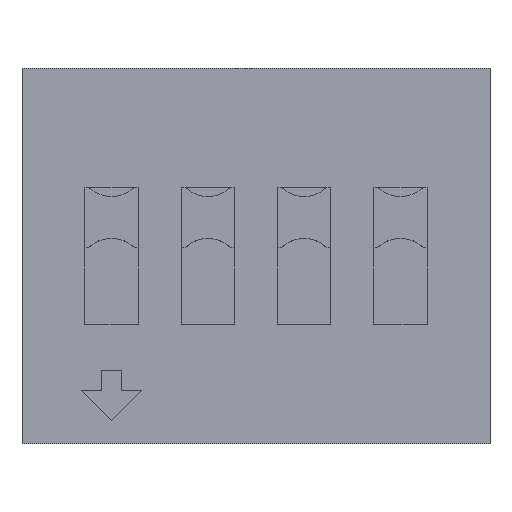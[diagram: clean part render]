
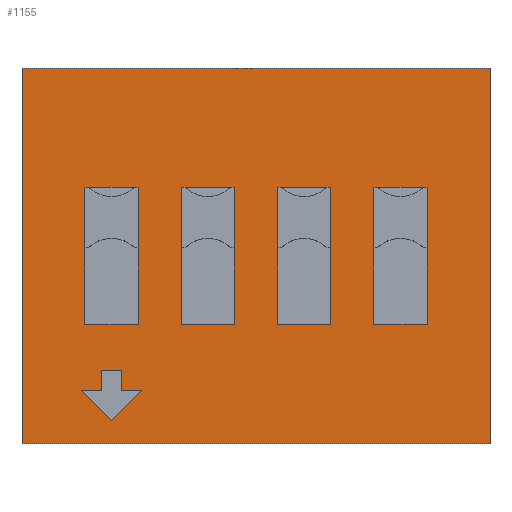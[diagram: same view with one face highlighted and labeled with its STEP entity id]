
A CAD part, top view. The second image highlights one B-rep face of the part: STEP entity #1155.
In plain terms, the highlighted planar face has unit normal (0, 0, 1).
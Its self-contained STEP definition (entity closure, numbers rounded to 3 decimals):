
#13=DIRECTION('',(0.,0.,1.));
#27=VECTOR('',#28,1.);
#28=DIRECTION('',(0.,1.,0.));
#47=DIRECTION('',(-1.,0.,0.));
#57=VECTOR('',#58,1.);
#58=DIRECTION('',(1.,0.,0.));
#101=VECTOR('',#47,1.);
#119=VECTOR('',#120,1.);
#120=DIRECTION('',(0.,-1.,0.));
#338=VERTEX_POINT('',#339);
#339=CARTESIAN_POINT('',(-2.4,-1.14,5.85));
#341=ORIENTED_EDGE('',*,*,#342,.T.);
#342=EDGE_CURVE('',#338,#343,#345,.T.);
#343=VERTEX_POINT('',#344);
#344=CARTESIAN_POINT('',(9.94,-1.14,5.85));
#345=LINE('',#339,#57);
#360=ORIENTED_EDGE('',*,*,#361,.T.);
#361=EDGE_CURVE('',#343,#362,#364,.T.);
#362=VERTEX_POINT('',#363);
#363=CARTESIAN_POINT('',(9.94,8.76,5.85));
#364=LINE('',#344,#27);
#413=ORIENTED_EDGE('',*,*,#414,.T.);
#414=EDGE_CURVE('',#362,#415,#417,.T.);
#415=VERTEX_POINT('',#416);
#416=CARTESIAN_POINT('',(-2.4,8.76,5.85));
#417=LINE('',#363,#101);
#471=ORIENTED_EDGE('',*,*,#472,.T.);
#472=EDGE_CURVE('',#415,#338,#473,.T.);
#473=LINE('',#416,#119);
#1155=ADVANCED_FACE('',(#1156,#1158,#1196,#1234,#1279,#1317),#1355,.T.);
#1156=FACE_BOUND('',#1157,.T.);
#1157=EDGE_LOOP('',(#413,#471,#341,#360));
#1158=FACE_BOUND('',#1159,.T.);
#1159=EDGE_LOOP('',(#1160,#1167,#1172,#1178,#1181,#1187,#1191,#1194));
#1160=ORIENTED_EDGE('',*,*,#1161,.F.);
#1161=EDGE_CURVE('',#1162,#1164,#1166,.T.);
#1162=VERTEX_POINT('',#1163);
#1163=CARTESIAN_POINT('',(5.74,2.,5.85));
#1164=VERTEX_POINT('',#1165);
#1165=CARTESIAN_POINT('',(5.74,4.02,5.85));
#1166=LINE('',#1163,#27);
#1167=ORIENTED_EDGE('',*,*,#1168,.F.);
#1168=EDGE_CURVE('',#1169,#1162,#1171,.T.);
#1169=VERTEX_POINT('',#1170);
#1170=CARTESIAN_POINT('',(4.34,2.,5.85));
#1171=LINE('',#1170,#57);
#1172=ORIENTED_EDGE('',*,*,#1173,.F.);
#1173=EDGE_CURVE('',#1174,#1169,#1176,.T.);
#1174=VERTEX_POINT('',#1175);
#1175=CARTESIAN_POINT('',(4.34,4.02,5.85));
#1176=LINE('',#1177,#119);
#1177=CARTESIAN_POINT('',(4.34,5.62,5.85));
#1178=ORIENTED_EDGE('',*,*,#1179,.F.);
#1179=EDGE_CURVE('',#1180,#1174,#1176,.T.);
#1180=VERTEX_POINT('',#1177);
#1181=ORIENTED_EDGE('',*,*,#1182,.F.);
#1182=EDGE_CURVE('',#1183,#1180,#1185,.T.);
#1183=VERTEX_POINT('',#1184);
#1184=CARTESIAN_POINT('',(4.438,5.62,5.85));
#1185=LINE('',#1186,#101);
#1186=CARTESIAN_POINT('',(5.74,5.62,5.85));
#1187=ORIENTED_EDGE('',*,*,#1188,.F.);
#1188=EDGE_CURVE('',#1189,#1183,#1185,.T.);
#1189=VERTEX_POINT('',#1190);
#1190=CARTESIAN_POINT('',(5.642,5.62,5.85));
#1191=ORIENTED_EDGE('',*,*,#1192,.F.);
#1192=EDGE_CURVE('',#1193,#1189,#1185,.T.);
#1193=VERTEX_POINT('',#1186);
#1194=ORIENTED_EDGE('',*,*,#1195,.F.);
#1195=EDGE_CURVE('',#1164,#1193,#1166,.T.);
#1196=FACE_BOUND('',#1197,.T.);
#1197=EDGE_LOOP('',(#1198,#1205,#1211,#1214,#1220,#1224,#1227,#1232));
#1198=ORIENTED_EDGE('',*,*,#1199,.F.);
#1199=EDGE_CURVE('',#1200,#1202,#1204,.T.);
#1200=VERTEX_POINT('',#1201);
#1201=CARTESIAN_POINT('',(1.8,2.,5.85));
#1202=VERTEX_POINT('',#1203);
#1203=CARTESIAN_POINT('',(3.2,2.,5.85));
#1204=LINE('',#1201,#57);
#1205=ORIENTED_EDGE('',*,*,#1206,.F.);
#1206=EDGE_CURVE('',#1207,#1200,#1209,.T.);
#1207=VERTEX_POINT('',#1208);
#1208=CARTESIAN_POINT('',(1.8,4.02,5.85));
#1209=LINE('',#1210,#119);
#1210=CARTESIAN_POINT('',(1.8,5.62,5.85));
#1211=ORIENTED_EDGE('',*,*,#1212,.F.);
#1212=EDGE_CURVE('',#1213,#1207,#1209,.T.);
#1213=VERTEX_POINT('',#1210);
#1214=ORIENTED_EDGE('',*,*,#1215,.F.);
#1215=EDGE_CURVE('',#1216,#1213,#1218,.T.);
#1216=VERTEX_POINT('',#1217);
#1217=CARTESIAN_POINT('',(1.898,5.62,5.85));
#1218=LINE('',#1219,#101);
#1219=CARTESIAN_POINT('',(3.2,5.62,5.85));
#1220=ORIENTED_EDGE('',*,*,#1221,.F.);
#1221=EDGE_CURVE('',#1222,#1216,#1218,.T.);
#1222=VERTEX_POINT('',#1223);
#1223=CARTESIAN_POINT('',(3.102,5.62,5.85));
#1224=ORIENTED_EDGE('',*,*,#1225,.F.);
#1225=EDGE_CURVE('',#1226,#1222,#1218,.T.);
#1226=VERTEX_POINT('',#1219);
#1227=ORIENTED_EDGE('',*,*,#1228,.F.);
#1228=EDGE_CURVE('',#1229,#1226,#1231,.T.);
#1229=VERTEX_POINT('',#1230);
#1230=CARTESIAN_POINT('',(3.2,4.02,5.85));
#1231=LINE('',#1203,#27);
#1232=ORIENTED_EDGE('',*,*,#1233,.F.);
#1233=EDGE_CURVE('',#1202,#1229,#1231,.T.);
#1234=FACE_BOUND('',#1235,.T.);
#1235=EDGE_LOOP('',(#1236,#1243,#1250,#1255,#1262,#1267,#1274));
#1236=ORIENTED_EDGE('',*,*,#1237,.F.);
#1237=EDGE_CURVE('',#1238,#1240,#1242,.T.);
#1238=VERTEX_POINT('',#1239);
#1239=CARTESIAN_POINT('',(-0.307,0.26,5.85));
#1240=VERTEX_POINT('',#1241);
#1241=CARTESIAN_POINT('',(-0.84,0.26,5.85));
#1242=LINE('',#1239,#101);
#1243=ORIENTED_EDGE('',*,*,#1244,.F.);
#1244=EDGE_CURVE('',#1245,#1238,#1247,.T.);
#1245=VERTEX_POINT('',#1246);
#1246=CARTESIAN_POINT('',(-0.307,0.793,5.85));
#1247=LINE('',#1246,#1248);
#1248=VECTOR('',#1249,1.);
#1249=DIRECTION('',(0.,-1.,0.));
#1250=ORIENTED_EDGE('',*,*,#1251,.F.);
#1251=EDGE_CURVE('',#1252,#1245,#1254,.T.);
#1252=VERTEX_POINT('',#1253);
#1253=CARTESIAN_POINT('',(0.227,0.793,5.85));
#1254=LINE('',#1253,#101);
#1255=ORIENTED_EDGE('',*,*,#1256,.F.);
#1256=EDGE_CURVE('',#1257,#1252,#1259,.T.);
#1257=VERTEX_POINT('',#1258);
#1258=CARTESIAN_POINT('',(0.227,0.26,5.85));
#1259=LINE('',#1258,#1260);
#1260=VECTOR('',#1261,1.);
#1261=DIRECTION('',(0.,1.,0.));
#1262=ORIENTED_EDGE('',*,*,#1263,.F.);
#1263=EDGE_CURVE('',#1264,#1257,#1266,.T.);
#1264=VERTEX_POINT('',#1265);
#1265=CARTESIAN_POINT('',(0.76,0.26,5.85));
#1266=LINE('',#1265,#101);
#1267=ORIENTED_EDGE('',*,*,#1268,.F.);
#1268=EDGE_CURVE('',#1269,#1264,#1271,.T.);
#1269=VERTEX_POINT('',#1270);
#1270=CARTESIAN_POINT('',(-0.04,-0.54,5.85));
#1271=LINE('',#1270,#1272);
#1272=VECTOR('',#1273,1.);
#1273=DIRECTION('',(0.707,0.707,0.));
#1274=ORIENTED_EDGE('',*,*,#1275,.F.);
#1275=EDGE_CURVE('',#1240,#1269,#1276,.T.);
#1276=LINE('',#1241,#1277);
#1277=VECTOR('',#1278,1.);
#1278=DIRECTION('',(0.707,-0.707,0.));
#1279=FACE_BOUND('',#1280,.T.);
#1280=EDGE_LOOP('',(#1281,#1288,#1294,#1297,#1302,#1308,#1311,#1315));
#1281=ORIENTED_EDGE('',*,*,#1282,.F.);
#1282=EDGE_CURVE('',#1283,#1285,#1287,.T.);
#1283=VERTEX_POINT('',#1284);
#1284=CARTESIAN_POINT('',(0.66,5.62,5.85));
#1285=VERTEX_POINT('',#1286);
#1286=CARTESIAN_POINT('',(0.562,5.62,5.85));
#1287=LINE('',#1284,#101);
#1288=ORIENTED_EDGE('',*,*,#1289,.F.);
#1289=EDGE_CURVE('',#1290,#1283,#1292,.T.);
#1290=VERTEX_POINT('',#1291);
#1291=CARTESIAN_POINT('',(0.66,4.02,5.85));
#1292=LINE('',#1293,#27);
#1293=CARTESIAN_POINT('',(0.66,2.,5.85));
#1294=ORIENTED_EDGE('',*,*,#1295,.F.);
#1295=EDGE_CURVE('',#1296,#1290,#1292,.T.);
#1296=VERTEX_POINT('',#1293);
#1297=ORIENTED_EDGE('',*,*,#1298,.F.);
#1298=EDGE_CURVE('',#1299,#1296,#1301,.T.);
#1299=VERTEX_POINT('',#1300);
#1300=CARTESIAN_POINT('',(-0.74,2.,5.85));
#1301=LINE('',#1300,#57);
#1302=ORIENTED_EDGE('',*,*,#1303,.F.);
#1303=EDGE_CURVE('',#1304,#1299,#1306,.T.);
#1304=VERTEX_POINT('',#1305);
#1305=CARTESIAN_POINT('',(-0.74,4.02,5.85));
#1306=LINE('',#1307,#119);
#1307=CARTESIAN_POINT('',(-0.74,5.62,5.85));
#1308=ORIENTED_EDGE('',*,*,#1309,.F.);
#1309=EDGE_CURVE('',#1310,#1304,#1306,.T.);
#1310=VERTEX_POINT('',#1307);
#1311=ORIENTED_EDGE('',*,*,#1312,.F.);
#1312=EDGE_CURVE('',#1313,#1310,#1287,.T.);
#1313=VERTEX_POINT('',#1314);
#1314=CARTESIAN_POINT('',(-0.642,5.62,5.85));
#1315=ORIENTED_EDGE('',*,*,#1316,.F.);
#1316=EDGE_CURVE('',#1285,#1313,#1287,.T.);
#1317=FACE_BOUND('',#1318,.T.);
#1318=EDGE_LOOP('',(#1319,#1326,#1332,#1335,#1340,#1346,#1349,#1353));
#1319=ORIENTED_EDGE('',*,*,#1320,.F.);
#1320=EDGE_CURVE('',#1321,#1323,#1325,.T.);
#1321=VERTEX_POINT('',#1322);
#1322=CARTESIAN_POINT('',(8.28,5.62,5.85));
#1323=VERTEX_POINT('',#1324);
#1324=CARTESIAN_POINT('',(8.182,5.62,5.85));
#1325=LINE('',#1322,#101);
#1326=ORIENTED_EDGE('',*,*,#1327,.F.);
#1327=EDGE_CURVE('',#1328,#1321,#1330,.T.);
#1328=VERTEX_POINT('',#1329);
#1329=CARTESIAN_POINT('',(8.28,4.02,5.85));
#1330=LINE('',#1331,#27);
#1331=CARTESIAN_POINT('',(8.28,2.,5.85));
#1332=ORIENTED_EDGE('',*,*,#1333,.F.);
#1333=EDGE_CURVE('',#1334,#1328,#1330,.T.);
#1334=VERTEX_POINT('',#1331);
#1335=ORIENTED_EDGE('',*,*,#1336,.F.);
#1336=EDGE_CURVE('',#1337,#1334,#1339,.T.);
#1337=VERTEX_POINT('',#1338);
#1338=CARTESIAN_POINT('',(6.88,2.,5.85));
#1339=LINE('',#1338,#57);
#1340=ORIENTED_EDGE('',*,*,#1341,.F.);
#1341=EDGE_CURVE('',#1342,#1337,#1344,.T.);
#1342=VERTEX_POINT('',#1343);
#1343=CARTESIAN_POINT('',(6.88,4.02,5.85));
#1344=LINE('',#1345,#119);
#1345=CARTESIAN_POINT('',(6.88,5.62,5.85));
#1346=ORIENTED_EDGE('',*,*,#1347,.F.);
#1347=EDGE_CURVE('',#1348,#1342,#1344,.T.);
#1348=VERTEX_POINT('',#1345);
#1349=ORIENTED_EDGE('',*,*,#1350,.F.);
#1350=EDGE_CURVE('',#1351,#1348,#1325,.T.);
#1351=VERTEX_POINT('',#1352);
#1352=CARTESIAN_POINT('',(6.978,5.62,5.85));
#1353=ORIENTED_EDGE('',*,*,#1354,.F.);
#1354=EDGE_CURVE('',#1323,#1351,#1325,.T.);
#1355=PLANE('',#1356);
#1356=AXIS2_PLACEMENT_3D('',#1357,#13,#47);
#1357=CARTESIAN_POINT('',(3.77,3.81,5.85));
